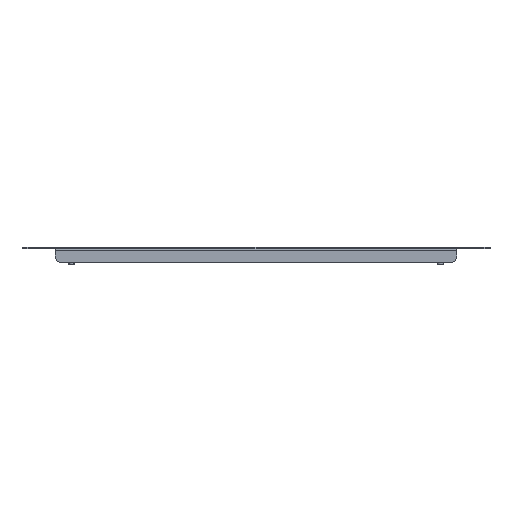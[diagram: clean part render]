
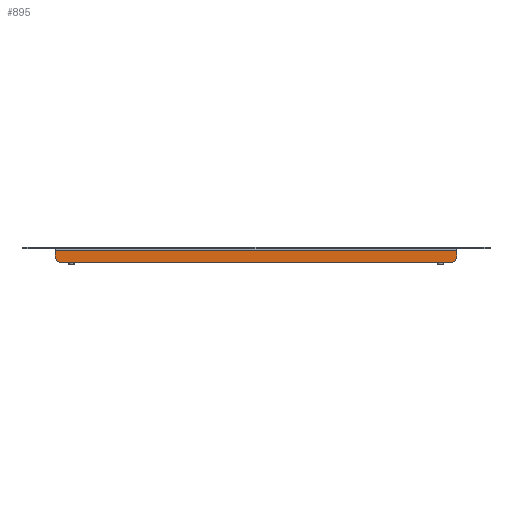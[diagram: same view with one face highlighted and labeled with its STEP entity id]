
A CAD part, front view. The second image highlights one B-rep face of the part: STEP entity #895.
In plain terms, the highlighted planar face has unit normal (0, -1, 0).
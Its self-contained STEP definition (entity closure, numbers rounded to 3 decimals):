
#136 = VECTOR ( 'NONE', #518, 1000. ) ;
#231 = PLANE ( 'NONE',  #3304 ) ;
#262 = CARTESIAN_POINT ( 'NONE',  ( -196.357, -635., -15. ) ) ;
#344 = CARTESIAN_POINT ( 'NONE',  ( 201.357, -635., -15. ) ) ;
#373 = LINE ( 'NONE', #997, #2983 ) ;
#487 = VERTEX_POINT ( 'NONE', #1703 ) ;
#491 = VECTOR ( 'NONE', #1649, 1000. ) ;
#512 = EDGE_CURVE ( 'NONE', #487, #1969, #2191, .T. ) ;
#518 = DIRECTION ( 'NONE',  ( 0., 0., 1. ) ) ;
#519 = DIRECTION ( 'NONE',  ( 0., 1., 0. ) ) ;
#607 = VECTOR ( 'NONE', #1383, 1000. ) ;
#676 = ORIENTED_EDGE ( 'NONE', *, *, #2148, .F. ) ;
#693 = CARTESIAN_POINT ( 'NONE',  ( 201.357, -635., -10. ) ) ;
#735 = EDGE_LOOP ( 'NONE', ( #1956, #2435, #676, #1469, #2597, #2856 ) ) ;
#886 = DIRECTION ( 'NONE',  ( 0., 0., 1. ) ) ;
#895 = ADVANCED_FACE ( 'NONE', ( #3420 ), #231, .F. ) ;
#925 = VERTEX_POINT ( 'NONE', #1153 ) ;
#997 = CARTESIAN_POINT ( 'NONE',  ( 235., -635., -15. ) ) ;
#1001 = VERTEX_POINT ( 'NONE', #1401 ) ;
#1044 = AXIS2_PLACEMENT_3D ( 'NONE', #1439, #2426, #2142 ) ;
#1153 = CARTESIAN_POINT ( 'NONE',  ( -201.357, -635., -10. ) ) ;
#1294 = AXIS2_PLACEMENT_3D ( 'NONE', #3248, #1879, #886 ) ;
#1383 = DIRECTION ( 'NONE',  ( 0., 0., 1. ) ) ;
#1401 = CARTESIAN_POINT ( 'NONE',  ( 196.357, -635., -15. ) ) ;
#1439 = CARTESIAN_POINT ( 'NONE',  ( -196.357, -635., -10. ) ) ;
#1469 = ORIENTED_EDGE ( 'NONE', *, *, #2629, .T. ) ;
#1470 = VERTEX_POINT ( 'NONE', #693 ) ;
#1649 = DIRECTION ( 'NONE',  ( 1., 0., 0. ) ) ;
#1703 = CARTESIAN_POINT ( 'NONE',  ( -201.357, -635., -3. ) ) ;
#1879 = DIRECTION ( 'NONE',  ( 0., -1., 0. ) ) ;
#1942 = EDGE_CURVE ( 'NONE', #925, #3073, #2556, .T. ) ;
#1947 = EDGE_CURVE ( 'NONE', #1470, #1969, #2942, .T. ) ;
#1956 = ORIENTED_EDGE ( 'NONE', *, *, #3142, .F. ) ;
#1969 = VERTEX_POINT ( 'NONE', #2480 ) ;
#2142 = DIRECTION ( 'NONE',  ( 0., 0., 1. ) ) ;
#2148 = EDGE_CURVE ( 'NONE', #1001, #3073, #373, .T. ) ;
#2191 = LINE ( 'NONE', #2698, #491 ) ;
#2251 = DIRECTION ( 'NONE',  ( -1., 0., 0. ) ) ;
#2344 = CIRCLE ( 'NONE', #1294, 5. ) ;
#2426 = DIRECTION ( 'NONE',  ( 0., -1., 0. ) ) ;
#2435 = ORIENTED_EDGE ( 'NONE', *, *, #1942, .T. ) ;
#2480 = CARTESIAN_POINT ( 'NONE',  ( 201.357, -635., -3. ) ) ;
#2556 = CIRCLE ( 'NONE', #1044, 5. ) ;
#2575 = CARTESIAN_POINT ( 'NONE',  ( -201.357, -635., -15. ) ) ;
#2597 = ORIENTED_EDGE ( 'NONE', *, *, #1947, .T. ) ;
#2629 = EDGE_CURVE ( 'NONE', #1001, #1470, #2344, .T. ) ;
#2698 = CARTESIAN_POINT ( 'NONE',  ( 235., -635., -3. ) ) ;
#2856 = ORIENTED_EDGE ( 'NONE', *, *, #512, .F. ) ;
#2883 = CARTESIAN_POINT ( 'NONE',  ( 0., -635., 0. ) ) ;
#2942 = LINE ( 'NONE', #344, #607 ) ;
#2983 = VECTOR ( 'NONE', #2251, 1000. ) ;
#3073 = VERTEX_POINT ( 'NONE', #262 ) ;
#3142 = EDGE_CURVE ( 'NONE', #925, #487, #3394, .T. ) ;
#3239 = DIRECTION ( 'NONE',  ( 0., 0., 1. ) ) ;
#3248 = CARTESIAN_POINT ( 'NONE',  ( 196.357, -635., -10. ) ) ;
#3304 = AXIS2_PLACEMENT_3D ( 'NONE', #2883, #519, #3239 ) ;
#3394 = LINE ( 'NONE', #2575, #136 ) ;
#3420 = FACE_OUTER_BOUND ( 'NONE', #735, .T. ) ;
